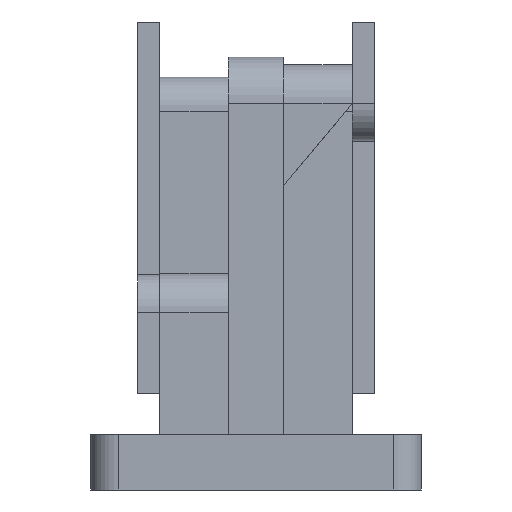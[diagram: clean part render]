
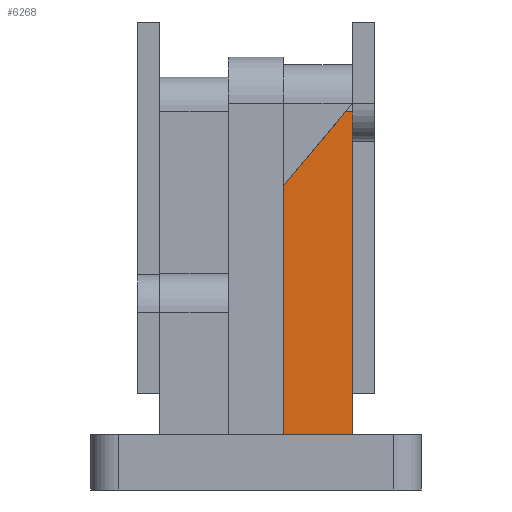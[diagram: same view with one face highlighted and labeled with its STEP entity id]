
A CAD part, left-side view. The second image highlights one B-rep face of the part: STEP entity #6268.
In plain terms, the highlighted planar face has unit normal (-1, 0, 0).
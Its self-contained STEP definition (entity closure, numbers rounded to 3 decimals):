
#3021 = PLANE('',#3022);
#3022 = AXIS2_PLACEMENT_3D('',#3023,#3024,#3025);
#3023 = CARTESIAN_POINT('',(0.,0.,4.));
#3024 = DIRECTION('',(0.,0.,1.));
#3025 = DIRECTION('',(1.,0.,0.));
#3978 = VERTEX_POINT('',#3979);
#3979 = CARTESIAN_POINT('',(20.5,-7.,4.));
#3993 = PLANE('',#3994);
#3994 = AXIS2_PLACEMENT_3D('',#3995,#3996,#3997);
#3995 = CARTESIAN_POINT('',(23.,-7.,16.426));
#3996 = DIRECTION('',(0.,1.,0.));
#3997 = DIRECTION('',(0.,0.,1.));
#4005 = EDGE_CURVE('',#4006,#3978,#4008,.T.);
#4006 = VERTEX_POINT('',#4007);
#4007 = CARTESIAN_POINT('',(20.5,-2.,4.));
#4008 = SURFACE_CURVE('',#4009,(#4013,#4020),.PCURVE_S1.);
#4009 = LINE('',#4010,#4011);
#4010 = CARTESIAN_POINT('',(20.5,-2.,4.));
#4011 = VECTOR('',#4012,1.);
#4012 = DIRECTION('',(0.,-1.,0.));
#4013 = PCURVE('',#3021,#4014);
#4014 = DEFINITIONAL_REPRESENTATION('',(#4015),#4019);
#4015 = LINE('',#4016,#4017);
#4016 = CARTESIAN_POINT('',(20.5,-2.));
#4017 = VECTOR('',#4018,1.);
#4018 = DIRECTION('',(0.,-1.));
#4019 = ( GEOMETRIC_REPRESENTATION_CONTEXT(2) 
PARAMETRIC_REPRESENTATION_CONTEXT() REPRESENTATION_CONTEXT('2D SPACE',''
  ) );
#4020 = PCURVE('',#4021,#4026);
#4021 = PLANE('',#4022);
#4022 = AXIS2_PLACEMENT_3D('',#4023,#4024,#4025);
#4023 = CARTESIAN_POINT('',(20.5,-2.,4.));
#4024 = DIRECTION('',(-1.,0.,0.));
#4025 = DIRECTION('',(0.,0.,1.));
#4026 = DEFINITIONAL_REPRESENTATION('',(#4027),#4031);
#4027 = LINE('',#4028,#4029);
#4028 = CARTESIAN_POINT('',(0.,0.));
#4029 = VECTOR('',#4030,1.);
#4030 = DIRECTION('',(0.,-1.));
#4031 = ( GEOMETRIC_REPRESENTATION_CONTEXT(2) 
PARAMETRIC_REPRESENTATION_CONTEXT() REPRESENTATION_CONTEXT('2D SPACE',''
  ) );
#4049 = PLANE('',#4050);
#4050 = AXIS2_PLACEMENT_3D('',#4051,#4052,#4053);
#4051 = CARTESIAN_POINT('',(26.,-2.,4.));
#4052 = DIRECTION('',(0.,-1.,0.));
#4053 = DIRECTION('',(-1.,0.,0.));
#5912 = EDGE_CURVE('',#4006,#5913,#5915,.T.);
#5913 = VERTEX_POINT('',#5914);
#5914 = CARTESIAN_POINT('',(20.5,-2.,7.));
#5915 = SURFACE_CURVE('',#5916,(#5920,#5927),.PCURVE_S1.);
#5916 = LINE('',#5917,#5918);
#5917 = CARTESIAN_POINT('',(20.5,-2.,4.));
#5918 = VECTOR('',#5919,1.);
#5919 = DIRECTION('',(0.,0.,1.));
#5920 = PCURVE('',#4049,#5921);
#5921 = DEFINITIONAL_REPRESENTATION('',(#5922),#5926);
#5922 = LINE('',#5923,#5924);
#5923 = CARTESIAN_POINT('',(5.5,0.));
#5924 = VECTOR('',#5925,1.);
#5925 = DIRECTION('',(0.,-1.));
#5926 = ( GEOMETRIC_REPRESENTATION_CONTEXT(2) 
PARAMETRIC_REPRESENTATION_CONTEXT() REPRESENTATION_CONTEXT('2D SPACE',''
  ) );
#5927 = PCURVE('',#4021,#5928);
#5928 = DEFINITIONAL_REPRESENTATION('',(#5929),#5933);
#5929 = LINE('',#5930,#5931);
#5930 = CARTESIAN_POINT('',(0.,0.));
#5931 = VECTOR('',#5932,1.);
#5932 = DIRECTION('',(1.,0.));
#5933 = ( GEOMETRIC_REPRESENTATION_CONTEXT(2) 
PARAMETRIC_REPRESENTATION_CONTEXT() REPRESENTATION_CONTEXT('2D SPACE',''
  ) );
#6268 = ADVANCED_FACE('',(#6269),#4021,.T.);
#6269 = FACE_BOUND('',#6270,.T.);
#6270 = EDGE_LOOP('',(#6271,#6272,#6295,#6323,#6349));
#6271 = ORIENTED_EDGE('',*,*,#4005,.T.);
#6272 = ORIENTED_EDGE('',*,*,#6273,.T.);
#6273 = EDGE_CURVE('',#3978,#6274,#6276,.T.);
#6274 = VERTEX_POINT('',#6275);
#6275 = CARTESIAN_POINT('',(20.5,-7.,27.5));
#6276 = SURFACE_CURVE('',#6277,(#6281,#6288),.PCURVE_S1.);
#6277 = LINE('',#6278,#6279);
#6278 = CARTESIAN_POINT('',(20.5,-7.,4.));
#6279 = VECTOR('',#6280,1.);
#6280 = DIRECTION('',(0.,0.,1.));
#6281 = PCURVE('',#4021,#6282);
#6282 = DEFINITIONAL_REPRESENTATION('',(#6283),#6287);
#6283 = LINE('',#6284,#6285);
#6284 = CARTESIAN_POINT('',(0.,-5.));
#6285 = VECTOR('',#6286,1.);
#6286 = DIRECTION('',(1.,0.));
#6287 = ( GEOMETRIC_REPRESENTATION_CONTEXT(2) 
PARAMETRIC_REPRESENTATION_CONTEXT() REPRESENTATION_CONTEXT('2D SPACE',''
  ) );
#6288 = PCURVE('',#3993,#6289);
#6289 = DEFINITIONAL_REPRESENTATION('',(#6290),#6294);
#6290 = LINE('',#6291,#6292);
#6291 = CARTESIAN_POINT('',(-12.426,-2.5));
#6292 = VECTOR('',#6293,1.);
#6293 = DIRECTION('',(1.,0.));
#6294 = ( GEOMETRIC_REPRESENTATION_CONTEXT(2) 
PARAMETRIC_REPRESENTATION_CONTEXT() REPRESENTATION_CONTEXT('2D SPACE',''
  ) );
#6295 = ORIENTED_EDGE('',*,*,#6296,.F.);
#6296 = EDGE_CURVE('',#6297,#6274,#6299,.T.);
#6297 = VERTEX_POINT('',#6298);
#6298 = CARTESIAN_POINT('',(20.5,-2.,27.5));
#6299 = SURFACE_CURVE('',#6300,(#6304,#6311),.PCURVE_S1.);
#6300 = LINE('',#6301,#6302);
#6301 = CARTESIAN_POINT('',(20.5,-2.,27.5));
#6302 = VECTOR('',#6303,1.);
#6303 = DIRECTION('',(0.,-1.,0.));
#6304 = PCURVE('',#4021,#6305);
#6305 = DEFINITIONAL_REPRESENTATION('',(#6306),#6310);
#6306 = LINE('',#6307,#6308);
#6307 = CARTESIAN_POINT('',(23.5,0.));
#6308 = VECTOR('',#6309,1.);
#6309 = DIRECTION('',(0.,-1.));
#6310 = ( GEOMETRIC_REPRESENTATION_CONTEXT(2) 
PARAMETRIC_REPRESENTATION_CONTEXT() REPRESENTATION_CONTEXT('2D SPACE',''
  ) );
#6311 = PCURVE('',#6312,#6317);
#6312 = CYLINDRICAL_SURFACE('',#6313,2.5);
#6313 = AXIS2_PLACEMENT_3D('',#6314,#6315,#6316);
#6314 = CARTESIAN_POINT('',(23.,-2.,27.5));
#6315 = DIRECTION('',(0.,1.,0.));
#6316 = DIRECTION('',(1.,0.,0.));
#6317 = DEFINITIONAL_REPRESENTATION('',(#6318),#6322);
#6318 = LINE('',#6319,#6320);
#6319 = CARTESIAN_POINT('',(-3.142,0.));
#6320 = VECTOR('',#6321,1.);
#6321 = DIRECTION('',(-0.,-1.));
#6322 = ( GEOMETRIC_REPRESENTATION_CONTEXT(2) 
PARAMETRIC_REPRESENTATION_CONTEXT() REPRESENTATION_CONTEXT('2D SPACE',''
  ) );
#6323 = ORIENTED_EDGE('',*,*,#6324,.F.);
#6324 = EDGE_CURVE('',#5913,#6297,#6325,.T.);
#6325 = SURFACE_CURVE('',#6326,(#6330,#6337),.PCURVE_S1.);
#6326 = LINE('',#6327,#6328);
#6327 = CARTESIAN_POINT('',(20.5,-2.,4.));
#6328 = VECTOR('',#6329,1.);
#6329 = DIRECTION('',(0.,0.,1.));
#6330 = PCURVE('',#4021,#6331);
#6331 = DEFINITIONAL_REPRESENTATION('',(#6332),#6336);
#6332 = LINE('',#6333,#6334);
#6333 = CARTESIAN_POINT('',(0.,0.));
#6334 = VECTOR('',#6335,1.);
#6335 = DIRECTION('',(1.,0.));
#6336 = ( GEOMETRIC_REPRESENTATION_CONTEXT(2) 
PARAMETRIC_REPRESENTATION_CONTEXT() REPRESENTATION_CONTEXT('2D SPACE',''
  ) );
#6337 = PCURVE('',#6338,#6343);
#6338 = PLANE('',#6339);
#6339 = AXIS2_PLACEMENT_3D('',#6340,#6341,#6342);
#6340 = CARTESIAN_POINT('',(20.5,-2.,7.));
#6341 = DIRECTION('',(1.,0.,0.));
#6342 = DIRECTION('',(0.,0.,1.));
#6343 = DEFINITIONAL_REPRESENTATION('',(#6344),#6348);
#6344 = LINE('',#6345,#6346);
#6345 = CARTESIAN_POINT('',(-3.,0.));
#6346 = VECTOR('',#6347,1.);
#6347 = DIRECTION('',(1.,0.));
#6348 = ( GEOMETRIC_REPRESENTATION_CONTEXT(2) 
PARAMETRIC_REPRESENTATION_CONTEXT() REPRESENTATION_CONTEXT('2D SPACE',''
  ) );
#6349 = ORIENTED_EDGE('',*,*,#5912,.F.);
